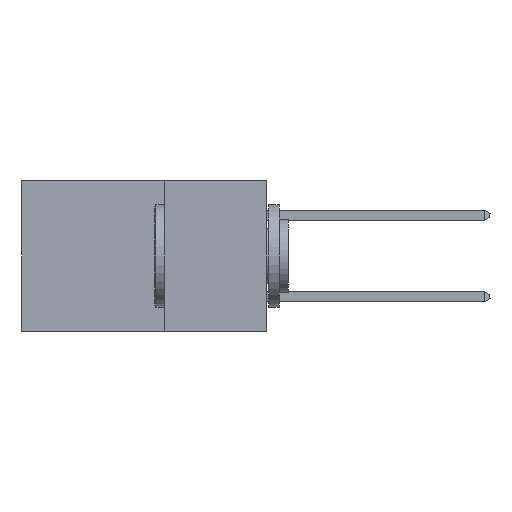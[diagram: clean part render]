
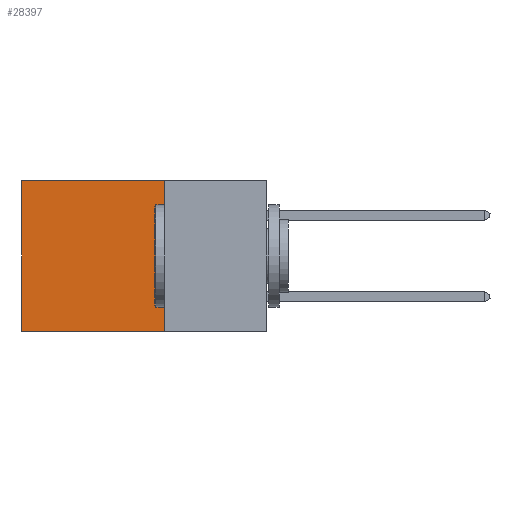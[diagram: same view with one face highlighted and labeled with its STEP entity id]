
A CAD part, left-side view. The second image highlights one B-rep face of the part: STEP entity #28397.
In plain terms, the highlighted planar face has unit normal (-1, 0, 0).
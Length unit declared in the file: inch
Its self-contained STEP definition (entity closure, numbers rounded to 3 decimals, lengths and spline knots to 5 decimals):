
#335 = CARTESIAN_POINT ( 'NONE',  ( 0.2875, 0.6, -0.37 ) ) ;
#908 = DIRECTION ( 'NONE',  ( 0., 1., 0. ) ) ;
#1001 = EDGE_CURVE ( 'NONE', #16484, #22951, #28742, .T. ) ;
#1052 = DIRECTION ( 'NONE',  ( 0., 1., 0. ) ) ;
#2793 = VECTOR ( 'NONE', #19341, 39.37008 ) ;
#3270 = FACE_OUTER_BOUND ( 'NONE', #20142, .T. ) ;
#3676 = LINE ( 'NONE', #16494, #10138 ) ;
#4465 = ORIENTED_EDGE ( 'NONE', *, *, #34698, .F. ) ;
#5973 = PLANE ( 'NONE',  #12558 ) ;
#7509 = LINE ( 'NONE', #14658, #22715 ) ;
#8664 = ORIENTED_EDGE ( 'NONE', *, *, #29005, .T. ) ;
#8870 = CARTESIAN_POINT ( 'NONE',  ( 0.2875, 0.25, 0. ) ) ;
#10138 = VECTOR ( 'NONE', #19222, 39.37008 ) ;
#10735 = VECTOR ( 'NONE', #1052, 39.37008 ) ;
#10997 = LINE ( 'NONE', #29874, #2793 ) ;
#11195 = VERTEX_POINT ( 'NONE', #335 ) ;
#11606 = DIRECTION ( 'NONE',  ( 0., 0., -1. ) ) ;
#12026 = EDGE_CURVE ( 'NONE', #25157, #11195, #7509, .T. ) ;
#12558 = AXIS2_PLACEMENT_3D ( 'NONE', #8870, #27643, #11606 ) ;
#12574 = ORIENTED_EDGE ( 'NONE', *, *, #12026, .F. ) ;
#12811 = ORIENTED_EDGE ( 'NONE', *, *, #1001, .T. ) ;
#13511 = CARTESIAN_POINT ( 'NONE',  ( 0.2875, 0.6, 0. ) ) ;
#14658 = CARTESIAN_POINT ( 'NONE',  ( 0.2875, 0.25, -0.37 ) ) ;
#16484 = VERTEX_POINT ( 'NONE', #34680 ) ;
#16494 = CARTESIAN_POINT ( 'NONE',  ( 0.2875, 0.25, 0. ) ) ;
#19222 = DIRECTION ( 'NONE',  ( 0., 0., -1. ) ) ;
#19341 = DIRECTION ( 'NONE',  ( 0., 0., -1. ) ) ;
#20142 = EDGE_LOOP ( 'NONE', ( #8664, #12574, #4465, #12811 ) ) ;
#22715 = VECTOR ( 'NONE', #908, 39.37008 ) ;
#22859 = CARTESIAN_POINT ( 'NONE',  ( 0.2875, 0.25, 0. ) ) ;
#22951 = VERTEX_POINT ( 'NONE', #13511 ) ;
#25157 = VERTEX_POINT ( 'NONE', #33155 ) ;
#27643 = DIRECTION ( 'NONE',  ( 1., 0., 0. ) ) ;
#28397 = ADVANCED_FACE ( 'NONE', ( #3270 ), #5973, .F. ) ;
#28742 = LINE ( 'NONE', #22859, #10735 ) ;
#29005 = EDGE_CURVE ( 'NONE', #22951, #11195, #10997, .T. ) ;
#29874 = CARTESIAN_POINT ( 'NONE',  ( 0.2875, 0.6, 0. ) ) ;
#33155 = CARTESIAN_POINT ( 'NONE',  ( 0.2875, 0.25, -0.37 ) ) ;
#34680 = CARTESIAN_POINT ( 'NONE',  ( 0.2875, 0.25, 0. ) ) ;
#34698 = EDGE_CURVE ( 'NONE', #16484, #25157, #3676, .T. ) ;
